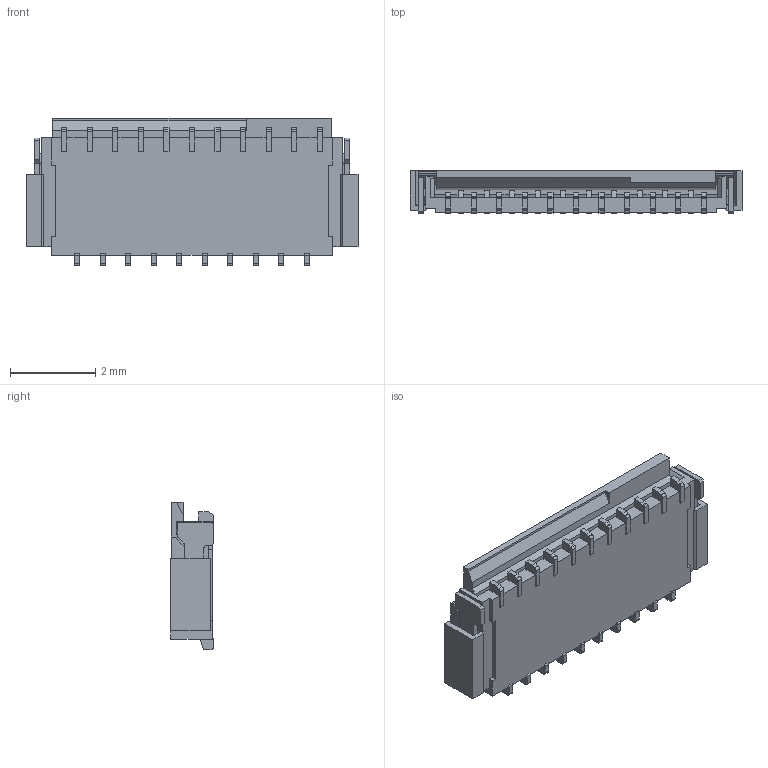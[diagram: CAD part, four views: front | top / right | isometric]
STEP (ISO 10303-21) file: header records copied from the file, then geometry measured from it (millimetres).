
FILE_DESCRIPTION((''),'2;1');
FILE_NAME('C-2-2328724-1','2018-05-15T',('workeradm'),('TE Connectivity Ltd.'),'CREO PARAMETRIC BY PTC INC, 2016050','CREO PARAMETRIC BY PTC INC, 2016050','');
FILE_SCHEMA(('AUTOMOTIVE_DESIGN { 1 0 10303 214 1 1 1 1 }'));
Length unit declared in the file: millimetre
Products named in the file (1): C-2-2328724-1
Bounding box: 7.8 x 1 x 3.48 mm (x, y, z)
Volume: 16.9 mm3; surface area: 111.4 mm2
Topology: 1 solids, 1 shells, 733 faces, 2202 edges, 1448 vertices
Faces by surface type: plane 546, cylinder 187
Entity records: 24822 total; most frequent: CARTESIAN_POINT 4479, ORIENTED_EDGE 4404, DIRECTION 4020, EDGE_CURVE 2202, VECTOR 1802, LINE 1802, VERTEX_POINT 1448, AXIS2_PLACEMENT_3D 1109
